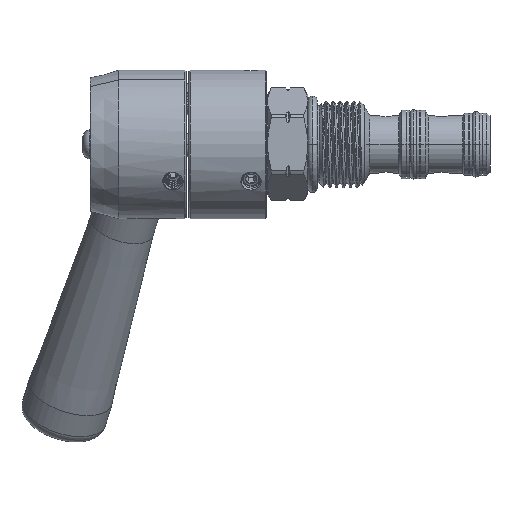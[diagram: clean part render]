
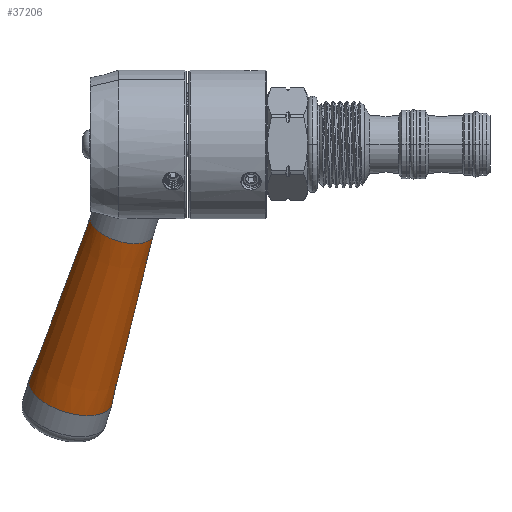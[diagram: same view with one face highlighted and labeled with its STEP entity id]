
A CAD part, top view. The second image highlights one B-rep face of the part: STEP entity #37206.
In plain terms, the highlighted conical face has half-angle 3 degrees and reference radius 8.35 mm.
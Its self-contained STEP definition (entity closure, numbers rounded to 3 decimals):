
#1743 = DIRECTION ( 'NONE',  ( -0.309, -0.824, -0.476 ) ) ;
#1882 = DIRECTION ( 'NONE',  ( -0.259, -0.837, -0.483 ) ) ;
#2053 = DIRECTION ( 'NONE',  ( -0.966, 0.224, 0.129 ) ) ;
#2781 = LINE ( 'NONE', #42017, #63443 ) ;
#4018 = VERTEX_POINT ( 'NONE', #64175 ) ;
#4926 = CARTESIAN_POINT ( 'NONE',  ( -50.206, -63.038, -36.395 ) ) ;
#9757 = CIRCLE ( 'NONE', #65279, 11. ) ;
#10240 = VERTEX_POINT ( 'NONE', #37047 ) ;
#11892 = DIRECTION ( 'NONE',  ( -0.966, 0.224, 0.129 ) ) ;
#12644 = ORIENTED_EDGE ( 'NONE', *, *, #43581, .T. ) ;
#14697 = EDGE_CURVE ( 'NONE', #88564, #4018, #30198, .T. ) ;
#15374 = DIRECTION ( 'NONE',  ( 0.259, 0.837, 0.483 ) ) ;
#21566 = DIRECTION ( 'NONE',  ( 0.966, -0.224, -0.129 ) ) ;
#22838 = FACE_OUTER_BOUND ( 'NONE', #45112, .T. ) ;
#28907 = CARTESIAN_POINT ( 'NONE',  ( -39.581, -65.503, -37.818 ) ) ;
#30198 = CIRCLE ( 'NONE', #84732, 8.35 ) ;
#31973 = VERTEX_POINT ( 'NONE', #28907 ) ;
#37047 = CARTESIAN_POINT ( 'NONE',  ( -60.831, -60.572, -34.971 ) ) ;
#37206 = ADVANCED_FACE ( 'NONE', ( #22838 ), #75940, .T. ) ;
#42017 = CARTESIAN_POINT ( 'NONE',  ( -29.054, -22.611, -13.054 ) ) ;
#43349 = CARTESIAN_POINT ( 'NONE',  ( -37.119, -20.739, -11.974 ) ) ;
#43581 = EDGE_CURVE ( 'NONE', #10240, #31973, #9757, .T. ) ;
#45112 = EDGE_LOOP ( 'NONE', ( #78189, #85185, #12644, #85908 ) ) ;
#50898 = EDGE_CURVE ( 'NONE', #88564, #10240, #76479, .T. ) ;
#52084 = EDGE_CURVE ( 'NONE', #4018, #31973, #2781, .T. ) ;
#56877 = CARTESIAN_POINT ( 'NONE',  ( -37.119, -20.739, -11.974 ) ) ;
#58737 = CARTESIAN_POINT ( 'NONE',  ( -45.185, -18.868, -10.893 ) ) ;
#63443 = VECTOR ( 'NONE', #69492, 1000. ) ;
#64175 = CARTESIAN_POINT ( 'NONE',  ( -29.054, -22.611, -13.054 ) ) ;
#65279 = AXIS2_PLACEMENT_3D ( 'NONE', #4926, #67220, #11892 ) ;
#67220 = DIRECTION ( 'NONE',  ( 0.259, 0.837, 0.483 ) ) ;
#69492 = DIRECTION ( 'NONE',  ( -0.208, -0.847, -0.489 ) ) ;
#69811 = CARTESIAN_POINT ( 'NONE',  ( -45.185, -18.868, -10.893 ) ) ;
#70838 = AXIS2_PLACEMENT_3D ( 'NONE', #43349, #1882, #21566 ) ;
#75940 = CONICAL_SURFACE ( 'NONE', #70838, 8.35, 0.052 ) ;
#76479 = LINE ( 'NONE', #69811, #85093 ) ;
#78189 = ORIENTED_EDGE ( 'NONE', *, *, #14697, .F. ) ;
#84732 = AXIS2_PLACEMENT_3D ( 'NONE', #56877, #15374, #2053 ) ;
#85093 = VECTOR ( 'NONE', #1743, 1000. ) ;
#85185 = ORIENTED_EDGE ( 'NONE', *, *, #50898, .T. ) ;
#85908 = ORIENTED_EDGE ( 'NONE', *, *, #52084, .F. ) ;
#88564 = VERTEX_POINT ( 'NONE', #58737 ) ;
